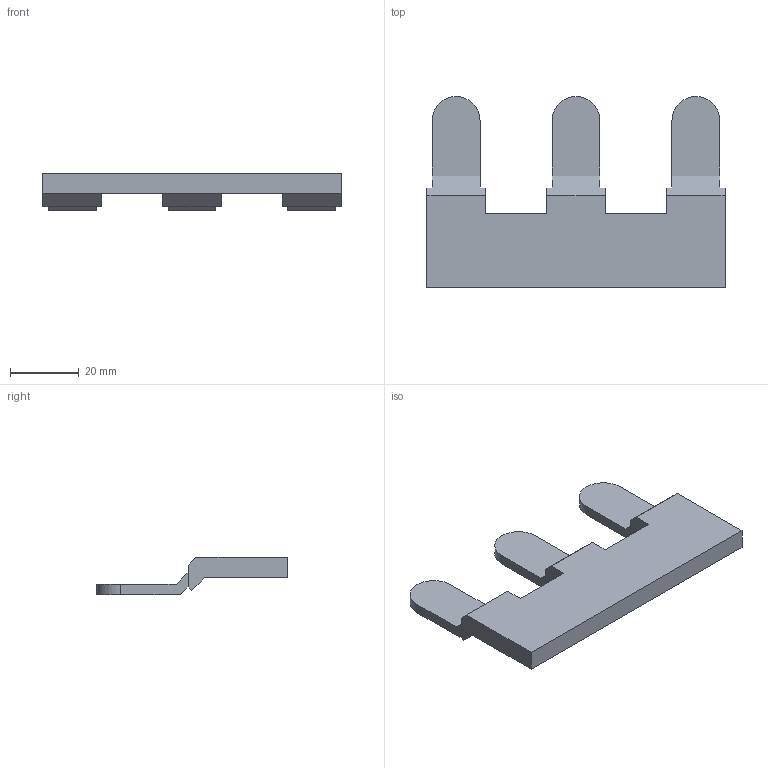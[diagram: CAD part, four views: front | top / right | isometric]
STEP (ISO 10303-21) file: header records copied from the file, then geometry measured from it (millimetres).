
FILE_DESCRIPTION(('Creo Elements/Direct Modeling STEP Export'),'2;1');
FILE_NAME('model.stp','2018-02-09T 9:06:40',(''),(''),'Creo Elements/Direct Modeling STEP processor for AP214 (Solid Model)','Creo Elements/Direct Modeling 18.1I 14-Aug-2016 (C) Parametric Technology GmbH','');
FILE_SCHEMA(('AUTOMOTIVE_DESIGN { 1 0 10303 214 1 1 1 1 }'));
Length unit declared in the file: millimetre
Products named in the file (2): EB_3-35-select
Assembly tree (1 placements, depth 2):
  EB_3-35-select
    EB_3-35-select
Bounding box: 87 x 55.7 x 10.9 mm (x, y, z)
Volume: 17232.1 mm3; surface area: 8903.7 mm2
Topology: 1 solids, 1 shells, 44 faces, 120 edges, 78 vertices
Faces by surface type: plane 41, cylinder 3
Entity records: 1633 total; most frequent: ORIENTED_EDGE 240, CARTESIAN_POINT 216, DIRECTION 176, EDGE_CURVE 120, VECTOR 100, LINE 100, VERTEX_POINT 78, COLOUR_RGB 45
